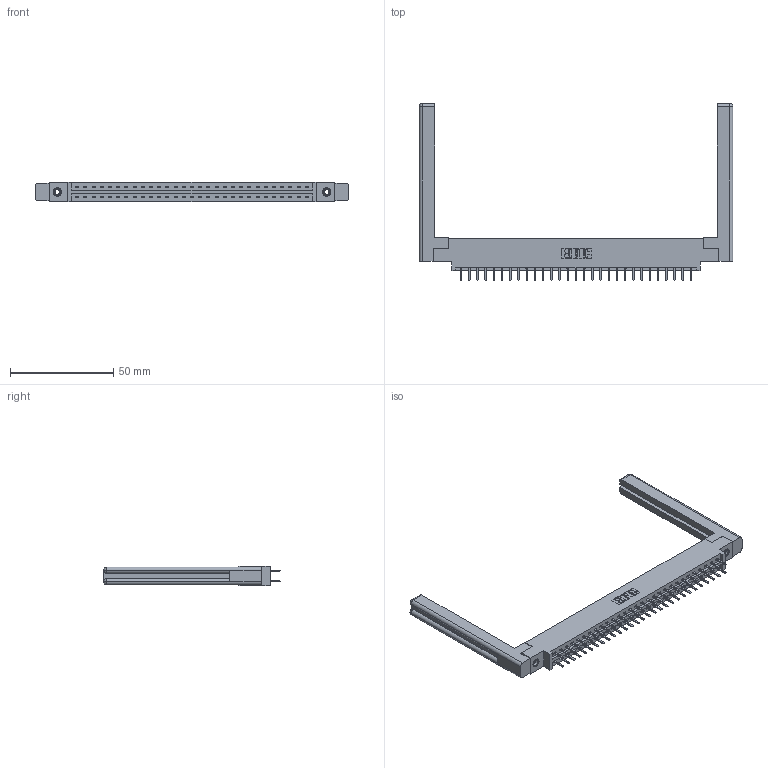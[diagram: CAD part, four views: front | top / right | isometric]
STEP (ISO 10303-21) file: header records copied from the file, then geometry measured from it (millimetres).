
FILE_DESCRIPTION (( 'STEP AP203' ), '1' );
FILE_NAME ('337-058-520-858.STEP', '2019-10-11T20:27:04', ( '' ), ( '' ), 'SwSTEP 2.0', 'SolidWorks 2016', '' );
FILE_SCHEMA (( 'CONFIG_CONTROL_DESIGN' ));
Length unit declared in the file: inch
Products named in the file (5): 345-250-001_345-250-001-102; 337 Part_0.170 Offset - 0.156 Dia-TI; 307-220-058; 345-292-001_345-293-120; 337-058-520-858
Assembly tree (63 placements, depth 2):
  337-058-520-858
    337 Part_0.170 Offset - 0.156 Dia-TI
    345-292-001_345-293-120  x58
    345-250-001_345-250-001-102  x2
    307-220-058  x2
Bounding box: 151.54 x 85.43 x 9.4 mm (x, y, z)
Volume: 22796.4 mm3; surface area: 22652.5 mm2
Topology: 63 solids, 63 shells, 3624 faces, 10479 edges, 6818 vertices
Faces by surface type: plane 2478, cylinder 1122, cone 12, torus 12
Entity records: 27046 total; most frequent: CARTESIAN_POINT 4589, ORIENTED_EDGE 4452, DIRECTION 3930, EDGE_CURVE 2226, LINE 2046, VECTOR 2046, VERTEX_POINT 1474, AXIS2_PLACEMENT_3D 942
